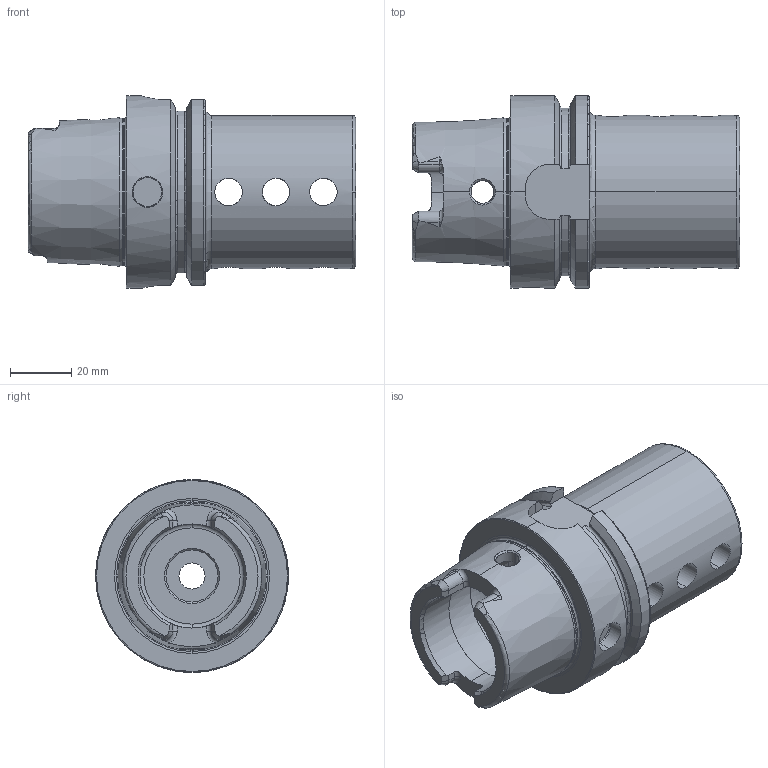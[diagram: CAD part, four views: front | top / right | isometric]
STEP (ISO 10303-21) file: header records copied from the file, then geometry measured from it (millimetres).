
FILE_DESCRIPTION (( 'STEP AP203' ), '1' );
FILE_NAME ('HA6-B25.K01.075.STEP', '2014-11-14T13:06:40', ( 'SWIAdmin' ), ( 'Hewlett-Packard Company' ), 'SwSTEP 2.0', 'SolidWorks 2012', '' );
FILE_SCHEMA (( 'CONFIG_CONTROL_DESIGN' ));
Length unit declared in the file: millimetre
Products named in the file (1): HA6-B25.K01.075
Bounding box: 106.9 x 63 x 63 mm (x, y, z)
Volume: 145388.3 mm3; surface area: 35738.3 mm2
Topology: 1 solids, 1 shells, 194 faces, 547 edges, 347 vertices
Faces by surface type: cylinder 67, plane 48, torus 37, cone 30, bspline 12
Entity records: 8889 total; most frequent: CARTESIAN_POINT 4045, ORIENTED_EDGE 1094, DIRECTION 895, EDGE_CURVE 547, AXIS2_PLACEMENT_3D 362, VERTEX_POINT 347, EDGE_LOOP 210, ADVANCED_FACE 194
